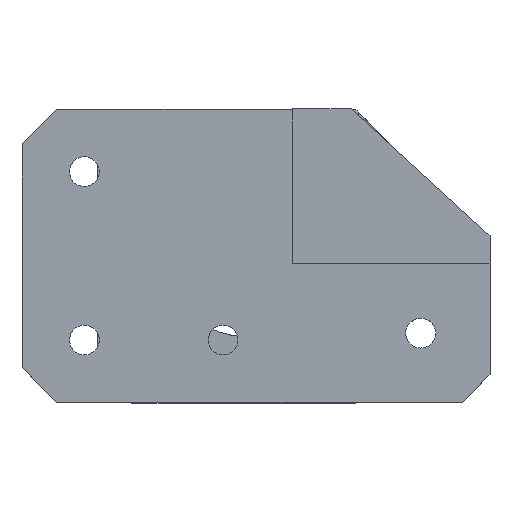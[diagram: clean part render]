
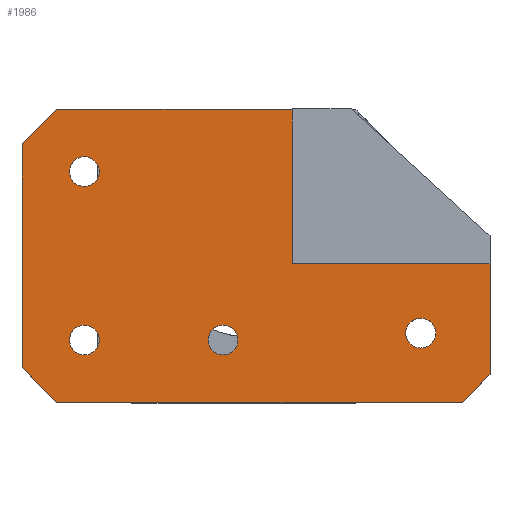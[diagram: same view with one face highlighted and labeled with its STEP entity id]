
A CAD part, top view. The second image highlights one B-rep face of the part: STEP entity #1986.
In plain terms, the highlighted planar face has unit normal (0, 0, 1).
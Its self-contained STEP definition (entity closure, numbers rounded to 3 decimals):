
#73=FACE_BOUND('',#358,.T.);
#74=FACE_BOUND('',#359,.T.);
#75=FACE_BOUND('',#360,.T.);
#76=FACE_BOUND('',#361,.T.);
#115=CIRCLE('',#2145,2.15);
#129=CIRCLE('',#2185,2.15);
#130=CIRCLE('',#2186,2.15);
#131=CIRCLE('',#2187,2.15);
#230=FACE_OUTER_BOUND('',#357,.T.);
#357=EDGE_LOOP('',(#1767,#1768,#1769,#1770,#1771,#1772,#1773,#1774,#1775));
#358=EDGE_LOOP('',(#1776));
#359=EDGE_LOOP('',(#1777));
#360=EDGE_LOOP('',(#1778));
#361=EDGE_LOOP('',(#1779));
#491=LINE('',#3075,#685);
#496=LINE('',#3083,#690);
#553=LINE('',#3219,#747);
#561=LINE('',#3235,#755);
#577=LINE('',#3292,#771);
#585=LINE('',#3314,#779);
#586=LINE('',#3316,#780);
#587=LINE('',#3318,#781);
#588=LINE('',#3319,#782);
#685=VECTOR('',#2466,10.);
#690=VECTOR('',#2473,10.);
#747=VECTOR('',#2616,1.);
#755=VECTOR('',#2628,1.);
#771=VECTOR('',#2702,1.);
#779=VECTOR('',#2734,1.);
#780=VECTOR('',#2735,1.);
#781=VECTOR('',#2736,1.);
#782=VECTOR('',#2737,1.);
#902=VERTEX_POINT('',#3073);
#903=VERTEX_POINT('',#3074);
#905=VERTEX_POINT('',#3081);
#941=VERTEX_POINT('',#3217);
#946=VERTEX_POINT('',#3232);
#947=VERTEX_POINT('',#3234);
#948=VERTEX_POINT('',#3238);
#959=VERTEX_POINT('',#3291);
#962=VERTEX_POINT('',#3315);
#963=VERTEX_POINT('',#3317);
#964=VERTEX_POINT('',#3320);
#965=VERTEX_POINT('',#3322);
#966=VERTEX_POINT('',#3324);
#1118=EDGE_CURVE('',#902,#903,#491,.T.);
#1123=EDGE_CURVE('',#905,#902,#496,.T.);
#1190=EDGE_CURVE('',#905,#941,#553,.T.);
#1198=EDGE_CURVE('',#947,#946,#561,.T.);
#1200=EDGE_CURVE('',#948,#948,#115,.T.);
#1227=EDGE_CURVE('',#903,#959,#577,.T.);
#1236=EDGE_CURVE('',#947,#941,#585,.T.);
#1237=EDGE_CURVE('',#946,#962,#586,.F.);
#1238=EDGE_CURVE('',#962,#963,#587,.T.);
#1239=EDGE_CURVE('',#963,#959,#588,.F.);
#1240=EDGE_CURVE('',#964,#964,#129,.T.);
#1241=EDGE_CURVE('',#965,#965,#130,.T.);
#1242=EDGE_CURVE('',#966,#966,#131,.T.);
#1767=ORIENTED_EDGE('',*,*,#1118,.F.);
#1768=ORIENTED_EDGE('',*,*,#1123,.F.);
#1769=ORIENTED_EDGE('',*,*,#1190,.T.);
#1770=ORIENTED_EDGE('',*,*,#1236,.F.);
#1771=ORIENTED_EDGE('',*,*,#1198,.T.);
#1772=ORIENTED_EDGE('',*,*,#1237,.T.);
#1773=ORIENTED_EDGE('',*,*,#1238,.T.);
#1774=ORIENTED_EDGE('',*,*,#1239,.T.);
#1775=ORIENTED_EDGE('',*,*,#1227,.F.);
#1776=ORIENTED_EDGE('',*,*,#1200,.F.);
#1777=ORIENTED_EDGE('',*,*,#1240,.T.);
#1778=ORIENTED_EDGE('',*,*,#1241,.T.);
#1779=ORIENTED_EDGE('',*,*,#1242,.T.);
#1884=PLANE('',#2184);
#1986=ADVANCED_FACE('',(#230,#73,#74,#75,#76),#1884,.T.);
#2145=AXIS2_PLACEMENT_3D('',#3239,#2632,#2633);
#2184=AXIS2_PLACEMENT_3D('',#3313,#2732,#2733);
#2185=AXIS2_PLACEMENT_3D('',#3321,#2738,#2739);
#2186=AXIS2_PLACEMENT_3D('',#3323,#2740,#2741);
#2187=AXIS2_PLACEMENT_3D('',#3325,#2742,#2743);
#2466=DIRECTION('',(-0.707,-0.707,0.));
#2473=DIRECTION('',(0.,-1.,0.));
#2616=DIRECTION('',(-1.,0.,0.));
#2628=DIRECTION('',(-1.,0.,0.));
#2632=DIRECTION('center_axis',(0.,0.,1.));
#2633=DIRECTION('ref_axis',(1.,0.,0.));
#2702=DIRECTION('',(-1.,0.,0.));
#2732=DIRECTION('center_axis',(0.,0.,1.));
#2733=DIRECTION('ref_axis',(1.,0.,0.));
#2734=DIRECTION('',(0.,-1.,0.));
#2735=DIRECTION('',(0.707,0.707,0.));
#2736=DIRECTION('',(0.,-1.,0.));
#2737=DIRECTION('',(-0.707,0.707,0.));
#2738=DIRECTION('center_axis',(0.,0.,-1.));
#2739=DIRECTION('ref_axis',(1.,0.,0.));
#2740=DIRECTION('center_axis',(0.,0.,-1.));
#2741=DIRECTION('ref_axis',(1.,0.,0.));
#2742=DIRECTION('center_axis',(0.,0.,-1.));
#2743=DIRECTION('ref_axis',(1.,0.,0.));
#3073=CARTESIAN_POINT('',(-161.7,259.,26.973));
#3074=CARTESIAN_POINT('',(-165.7,255.,26.973));
#3075=CARTESIAN_POINT('',(-66.133,354.567,26.973));
#3081=CARTESIAN_POINT('',(-161.7,275.,26.973));
#3083=CARTESIAN_POINT('',(-161.7,260.,26.973));
#3217=CARTESIAN_POINT('',(-190.2,275.,26.973));
#3219=CARTESIAN_POINT('',(-176.05,275.,26.973));
#3232=CARTESIAN_POINT('',(-224.2,297.3,26.973));
#3234=CARTESIAN_POINT('',(-190.2,297.3,26.973));
#3235=CARTESIAN_POINT('',(-190.2,297.3,26.973));
#3238=CARTESIAN_POINT('',(-173.85,265.,26.973));
#3239=CARTESIAN_POINT('Origin',(-171.7,265.,26.973));
#3291=CARTESIAN_POINT('',(-224.2,255.,26.973));
#3292=CARTESIAN_POINT('',(-176.05,255.,26.973));
#3313=CARTESIAN_POINT('Origin',(-190.2,673.77,26.973));
#3314=CARTESIAN_POINT('',(-190.2,297.3,26.973));
#3315=CARTESIAN_POINT('',(-229.2,292.3,26.973));
#3316=CARTESIAN_POINT('',(-229.2,292.3,26.973));
#3317=CARTESIAN_POINT('',(-229.2,260.,26.973));
#3318=CARTESIAN_POINT('',(-229.2,292.3,26.973));
#3319=CARTESIAN_POINT('',(-224.2,255.,26.973));
#3320=CARTESIAN_POINT('',(-222.35,264.,26.973));
#3321=CARTESIAN_POINT('Origin',(-220.2,264.,26.973));
#3322=CARTESIAN_POINT('',(-222.35,288.3,26.973));
#3323=CARTESIAN_POINT('Origin',(-220.2,288.3,26.973));
#3324=CARTESIAN_POINT('',(-202.35,264.,26.973));
#3325=CARTESIAN_POINT('Origin',(-200.2,264.,26.973));
